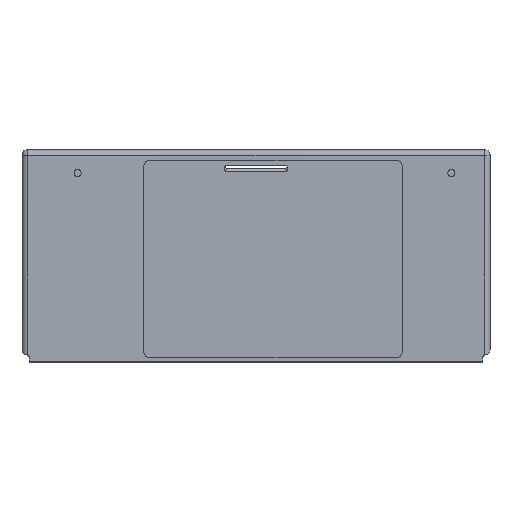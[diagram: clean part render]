
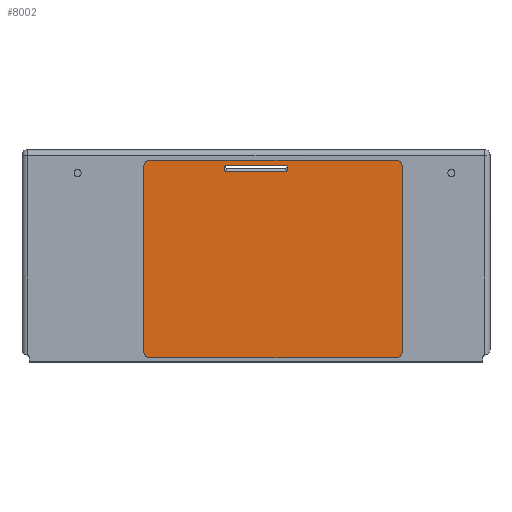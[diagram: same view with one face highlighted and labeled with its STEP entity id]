
A CAD part, top view. The second image highlights one B-rep face of the part: STEP entity #8002.
In plain terms, the highlighted planar face has unit normal (0, 0, 1).
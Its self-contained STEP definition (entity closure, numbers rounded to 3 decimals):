
#712=FACE_BOUND('',#1429,.T.);
#750=ELLIPSE('',#8481,0.99,0.7);
#751=ELLIPSE('',#8482,0.99,0.7);
#767=PLANE('',#8478);
#971=FACE_OUTER_BOUND('',#1428,.T.);
#1428=EDGE_LOOP('',(#5505,#5506,#5507,#5508,#5509,#5510,#5511,#5512));
#1429=EDGE_LOOP('',(#5513,#5514,#5515,#5516));
#1922=LINE('',#10050,#2659);
#1926=LINE('',#10062,#2663);
#1927=LINE('',#10066,#2664);
#1928=LINE('',#10069,#2665);
#1929=LINE('',#10074,#2666);
#1930=LINE('',#10077,#2667);
#2659=VECTOR('',#8760,10.);
#2663=VECTOR('',#8772,10.);
#2664=VECTOR('',#8775,10.);
#2665=VECTOR('',#8778,10.);
#2666=VECTOR('',#8781,10.);
#2667=VECTOR('',#8784,10.);
#3394=CIRCLE('',#8472,2.1);
#3396=CIRCLE('',#8476,2.1);
#3398=CIRCLE('',#8479,2.1);
#3399=CIRCLE('',#8480,2.1);
#3426=VERTEX_POINT('',#10040);
#3427=VERTEX_POINT('',#10041);
#3430=VERTEX_POINT('',#10049);
#3432=VERTEX_POINT('',#10055);
#3434=VERTEX_POINT('',#10061);
#3435=VERTEX_POINT('',#10063);
#3436=VERTEX_POINT('',#10065);
#3437=VERTEX_POINT('',#10067);
#3438=VERTEX_POINT('',#10070);
#3439=VERTEX_POINT('',#10071);
#3440=VERTEX_POINT('',#10073);
#3441=VERTEX_POINT('',#10075);
#4250=EDGE_CURVE('',#3426,#3427,#3394,.T.);
#4254=EDGE_CURVE('',#3426,#3430,#1922,.F.);
#4257=EDGE_CURVE('',#3432,#3430,#3396,.T.);
#4260=EDGE_CURVE('',#3434,#3427,#1926,.T.);
#4261=EDGE_CURVE('',#3434,#3435,#3398,.T.);
#4262=EDGE_CURVE('',#3436,#3435,#1927,.T.);
#4263=EDGE_CURVE('',#3436,#3437,#3399,.T.);
#4264=EDGE_CURVE('',#3432,#3437,#1928,.T.);
#4265=EDGE_CURVE('',#3438,#3439,#750,.T.);
#4266=EDGE_CURVE('',#3440,#3438,#1929,.T.);
#4267=EDGE_CURVE('',#3441,#3440,#751,.T.);
#4268=EDGE_CURVE('',#3439,#3441,#1930,.T.);
#5505=ORIENTED_EDGE('',*,*,#4250,.T.);
#5506=ORIENTED_EDGE('',*,*,#4260,.F.);
#5507=ORIENTED_EDGE('',*,*,#4261,.T.);
#5508=ORIENTED_EDGE('',*,*,#4262,.F.);
#5509=ORIENTED_EDGE('',*,*,#4263,.T.);
#5510=ORIENTED_EDGE('',*,*,#4264,.F.);
#5511=ORIENTED_EDGE('',*,*,#4257,.T.);
#5512=ORIENTED_EDGE('',*,*,#4254,.F.);
#5513=ORIENTED_EDGE('',*,*,#4265,.F.);
#5514=ORIENTED_EDGE('',*,*,#4266,.F.);
#5515=ORIENTED_EDGE('',*,*,#4267,.F.);
#5516=ORIENTED_EDGE('',*,*,#4268,.F.);
#8002=ADVANCED_FACE('',(#971,#712),#767,.F.);
#8472=AXIS2_PLACEMENT_3D('',#10042,#8752,#8753);
#8476=AXIS2_PLACEMENT_3D('',#10056,#8765,#8766);
#8478=AXIS2_PLACEMENT_3D('',#10060,#8770,#8771);
#8479=AXIS2_PLACEMENT_3D('',#10064,#8773,#8774);
#8480=AXIS2_PLACEMENT_3D('',#10068,#8776,#8777);
#8481=AXIS2_PLACEMENT_3D('',#10072,#8779,#8780);
#8482=AXIS2_PLACEMENT_3D('',#10076,#8782,#8783);
#8752=DIRECTION('center_axis',(0.,0.,1.));
#8753=DIRECTION('ref_axis',(0.707,-0.707,0.));
#8760=DIRECTION('',(1.,0.,0.));
#8765=DIRECTION('center_axis',(0.,0.,1.));
#8766=DIRECTION('ref_axis',(-0.707,-0.707,0.));
#8770=DIRECTION('center_axis',(0.,0.,-1.));
#8771=DIRECTION('ref_axis',(-1.,0.,0.));
#8772=DIRECTION('',(0.,-1.,0.));
#8773=DIRECTION('center_axis',(0.,0.,1.));
#8774=DIRECTION('ref_axis',(0.707,0.707,0.));
#8775=DIRECTION('',(1.,0.,0.));
#8776=DIRECTION('center_axis',(0.,0.,1.));
#8777=DIRECTION('ref_axis',(-0.707,0.707,0.));
#8778=DIRECTION('',(0.,1.,0.));
#8779=DIRECTION('center_axis',(0.,0.,1.));
#8780=DIRECTION('ref_axis',(0.,-1.,0.));
#8781=DIRECTION('',(1.,0.,0.));
#8782=DIRECTION('center_axis',(0.,0.,1.));
#8783=DIRECTION('ref_axis',(0.,1.,0.));
#8784=DIRECTION('',(-1.,0.,0.));
#10040=CARTESIAN_POINT('',(49.5,-35.8,-1.766));
#10041=CARTESIAN_POINT('',(51.6,-33.7,-1.766));
#10042=CARTESIAN_POINT('Origin',(49.5,-33.7,-1.766));
#10049=CARTESIAN_POINT('',(-37.5,-35.8,-1.766));
#10050=CARTESIAN_POINT('',(28.8,-35.8,-1.766));
#10055=CARTESIAN_POINT('',(-39.6,-33.7,-1.766));
#10056=CARTESIAN_POINT('Origin',(-37.5,-33.7,-1.766));
#10060=CARTESIAN_POINT('Origin',(6.,0.1,-1.766));
#10061=CARTESIAN_POINT('',(51.6,31.8,-1.766));
#10062=CARTESIAN_POINT('',(51.6,-33.7,-1.766));
#10063=CARTESIAN_POINT('',(49.5,33.9,-1.766));
#10064=CARTESIAN_POINT('Origin',(49.5,31.8,-1.766));
#10065=CARTESIAN_POINT('',(-37.5,33.9,-1.766));
#10066=CARTESIAN_POINT('',(51.6,33.9,-1.766));
#10067=CARTESIAN_POINT('',(-39.6,31.8,-1.766));
#10068=CARTESIAN_POINT('Origin',(-37.5,31.8,-1.766));
#10069=CARTESIAN_POINT('',(-39.6,33.9,-1.766));
#10070=CARTESIAN_POINT('',(10.5,30.07,-1.766));
#10071=CARTESIAN_POINT('',(10.5,32.05,-1.766));
#10072=CARTESIAN_POINT('Origin',(10.5,31.06,-1.766));
#10073=CARTESIAN_POINT('',(-10.5,30.07,-1.766));
#10074=CARTESIAN_POINT('',(-2.25,30.07,-1.766));
#10075=CARTESIAN_POINT('',(-10.5,32.05,-1.766));
#10076=CARTESIAN_POINT('Origin',(-10.5,31.06,-1.766));
#10077=CARTESIAN_POINT('',(8.25,32.05,-1.766));
